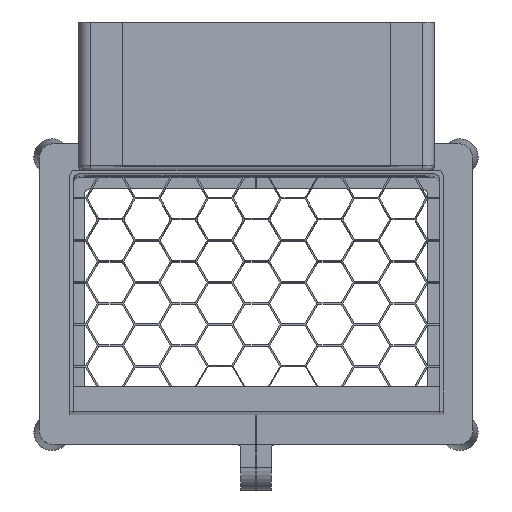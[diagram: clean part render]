
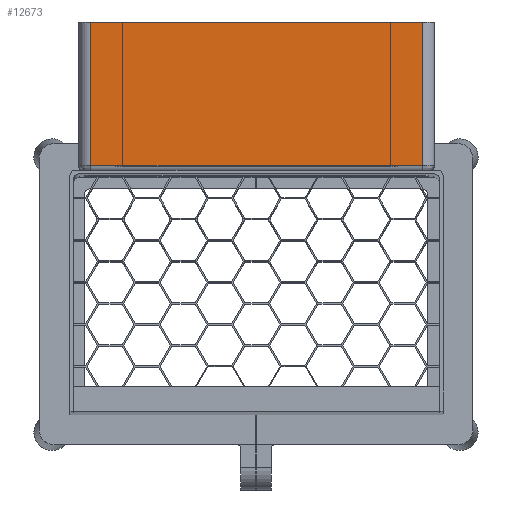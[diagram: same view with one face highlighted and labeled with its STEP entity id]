
A CAD part, top view. The second image highlights one B-rep face of the part: STEP entity #12673.
In plain terms, the highlighted face is planar.
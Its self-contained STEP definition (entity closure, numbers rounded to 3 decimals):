
#332=PLANE('',#13546);
#920=FACE_OUTER_BOUND('',#1599,.T.);
#1599=EDGE_LOOP('',(#9209,#9210,#9211,#9212));
#2412=LINE('',#18278,#3996);
#2422=LINE('',#18379,#4006);
#2423=LINE('',#18383,#4007);
#2424=LINE('',#18384,#4008);
#3996=VECTOR('',#14758,10.);
#4006=VECTOR('',#14802,10.);
#4007=VECTOR('',#14807,10.);
#4008=VECTOR('',#14808,10.);
#5835=VERTEX_POINT('',#18274);
#5836=VERTEX_POINT('',#18276);
#5850=VERTEX_POINT('',#18378);
#5851=VERTEX_POINT('',#18382);
#7129=EDGE_CURVE('',#5836,#5835,#2412,.T.);
#7154=EDGE_CURVE('',#5835,#5850,#2422,.T.);
#7156=EDGE_CURVE('',#5836,#5851,#2423,.T.);
#7157=EDGE_CURVE('',#5850,#5851,#2424,.T.);
#9209=ORIENTED_EDGE('',*,*,#7129,.F.);
#9210=ORIENTED_EDGE('',*,*,#7156,.T.);
#9211=ORIENTED_EDGE('',*,*,#7157,.F.);
#9212=ORIENTED_EDGE('',*,*,#7154,.F.);
#12673=ADVANCED_FACE('',(#920),#332,.T.);
#13546=AXIS2_PLACEMENT_3D('',#18381,#14805,#14806);
#14758=DIRECTION('',(-1.,0.,0.));
#14802=DIRECTION('',(0.,0.,1.));
#14805=DIRECTION('center_axis',(0.,-1.,0.));
#14806=DIRECTION('ref_axis',(1.,0.,0.));
#14807=DIRECTION('',(0.,0.,1.));
#14808=DIRECTION('',(1.,0.,0.));
#18274=CARTESIAN_POINT('',(-260.,-86.,2.5));
#18276=CARTESIAN_POINT('',(-150.,-86.,2.5));
#18278=CARTESIAN_POINT('',(-232.5,-86.,2.5));
#18378=CARTESIAN_POINT('',(-260.,-86.,50.));
#18379=CARTESIAN_POINT('',(-260.,-86.,0.));
#18381=CARTESIAN_POINT('Origin',(-260.,-86.,0.));
#18382=CARTESIAN_POINT('',(-150.,-86.,50.));
#18383=CARTESIAN_POINT('',(-150.,-86.,0.));
#18384=CARTESIAN_POINT('',(-260.,-86.,50.));
